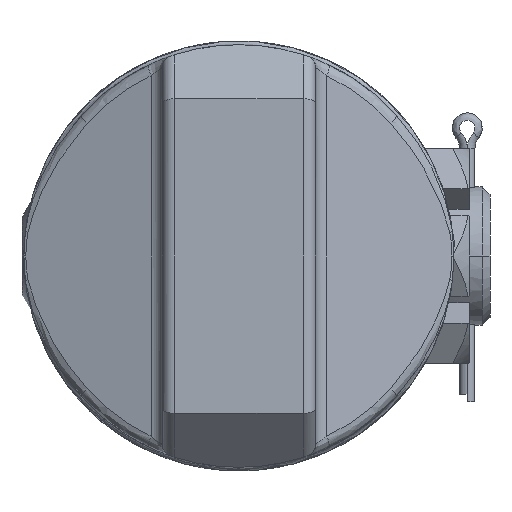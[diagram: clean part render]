
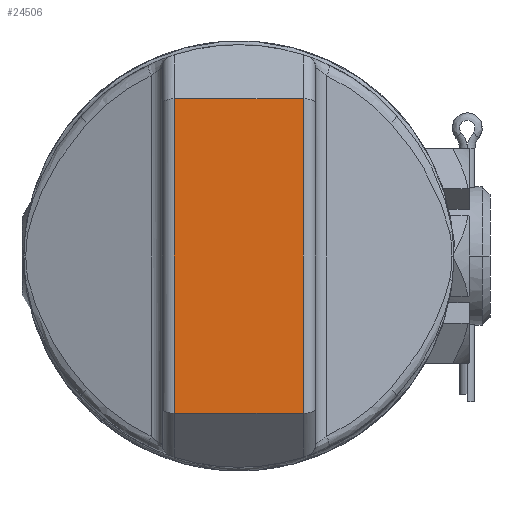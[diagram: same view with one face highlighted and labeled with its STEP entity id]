
A CAD part, front view. The second image highlights one B-rep face of the part: STEP entity #24506.
In plain terms, the highlighted planar face has unit normal (0, -1, 0).
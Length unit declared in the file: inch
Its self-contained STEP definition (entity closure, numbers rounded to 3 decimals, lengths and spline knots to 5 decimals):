
#5292=DIRECTION('',(0.,0.,-1.));
#5293=VECTOR('',#5292,5.12);
#5294=CARTESIAN_POINT('',(-1.05,-22.875,2.56));
#5295=LINE('',#5294,#5293);
#5319=DIRECTION('',(-1.,0.,0.));
#5320=VECTOR('',#5319,2.1);
#5321=CARTESIAN_POINT('',(1.05,-22.875,2.56));
#5322=LINE('',#5321,#5320);
#5326=DIRECTION('',(-1.,0.,0.));
#5327=VECTOR('',#5326,2.1);
#5328=CARTESIAN_POINT('',(1.05,-22.875,-2.56));
#5329=LINE('',#5328,#5327);
#5384=DIRECTION('',(0.,0.,1.));
#5385=VECTOR('',#5384,5.12);
#5386=CARTESIAN_POINT('',(1.05,-22.875,-2.56));
#5387=LINE('',#5386,#5385);
#20572=CARTESIAN_POINT('',(-1.05,-22.875,2.56));
#20573=VERTEX_POINT('',#20572);
#20574=CARTESIAN_POINT('',(-1.05,-22.875,-2.56));
#20575=VERTEX_POINT('',#20574);
#20583=CARTESIAN_POINT('',(1.05,-22.875,-2.56));
#20584=CARTESIAN_POINT('',(1.05,-22.875,2.56));
#20585=VERTEX_POINT('',#20583);
#20586=VERTEX_POINT('',#20584);
#24492=CARTESIAN_POINT('',(0.,-22.875,0.));
#24493=DIRECTION('',(0.,-1.,0.));
#24494=DIRECTION('',(-1.,0.,0.));
#24495=AXIS2_PLACEMENT_3D('',#24492,#24493,#24494);
#24496=PLANE('',#24495);
#24497=ORIENTED_EDGE('',*,*,#24471,.F.);
#24499=ORIENTED_EDGE('',*,*,#24498,.F.);
#24501=ORIENTED_EDGE('',*,*,#24500,.F.);
#24503=ORIENTED_EDGE('',*,*,#24502,.T.);
#24504=EDGE_LOOP('',(#24497,#24499,#24501,#24503));
#24505=FACE_OUTER_BOUND('',#24504,.F.);
#24471=EDGE_CURVE('',#20573,#20575,#5295,.T.);
#24498=EDGE_CURVE('',#20586,#20573,#5322,.T.);
#24500=EDGE_CURVE('',#20585,#20586,#5387,.T.);
#24502=EDGE_CURVE('',#20585,#20575,#5329,.T.);
#24506=ADVANCED_FACE('',(#24505),#24496,.T.);
